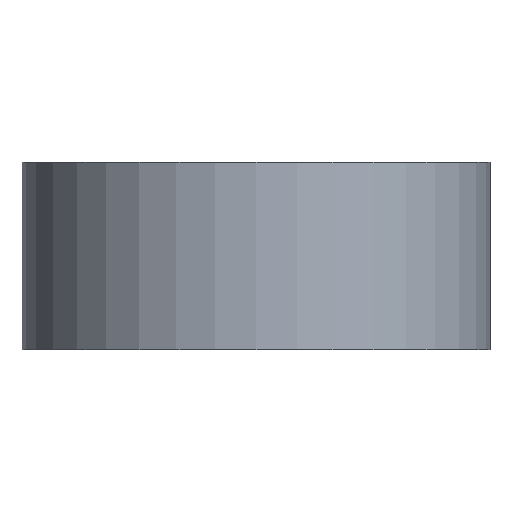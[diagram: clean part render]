
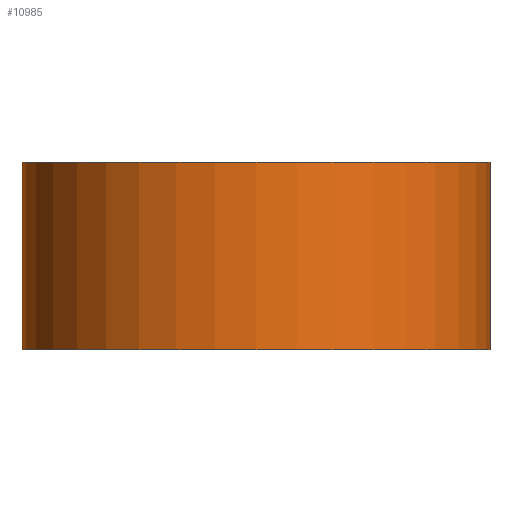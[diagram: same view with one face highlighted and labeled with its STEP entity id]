
A CAD part, front view. The second image highlights one B-rep face of the part: STEP entity #10985.
In plain terms, the highlighted cylindrical face has radius 37.5 mm (diameter 75 mm), a full revolution.
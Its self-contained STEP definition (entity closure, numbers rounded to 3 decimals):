
#15=CYLINDRICAL_SURFACE('',#11295,37.5);
#16=CIRCLE('',#11283,37.5);
#17=CIRCLE('',#11296,37.5);
#954=FACE_OUTER_BOUND('',#1591,.T.);
#1591=EDGE_LOOP('',(#10103,#10104,#10105,#10106));
#2598=LINE('',#20999,#3603);
#3603=VECTOR('',#12875,37.5);
#5280=VERTEX_POINT('',#20984);
#5281=VERTEX_POINT('',#20998);
#6890=EDGE_CURVE('',#5280,#5280,#16,.T.);
#6891=EDGE_CURVE('',#5280,#5281,#2598,.T.);
#6892=EDGE_CURVE('',#5281,#5281,#17,.T.);
#10103=ORIENTED_EDGE('',*,*,#6890,.F.);
#10104=ORIENTED_EDGE('',*,*,#6891,.T.);
#10105=ORIENTED_EDGE('',*,*,#6892,.T.);
#10106=ORIENTED_EDGE('',*,*,#6891,.F.);
#10985=ADVANCED_FACE('',(#954),#15,.T.);
#11283=AXIS2_PLACEMENT_3D('',#20985,#12849,#12850);
#11295=AXIS2_PLACEMENT_3D('',#20997,#12873,#12874);
#11296=AXIS2_PLACEMENT_3D('',#21000,#12876,#12877);
#12849=DIRECTION('center_axis',(0.,0.,1.));
#12850=DIRECTION('ref_axis',(1.,0.,0.));
#12873=DIRECTION('center_axis',(0.,0.,1.));
#12874=DIRECTION('ref_axis',(1.,0.,0.));
#12875=DIRECTION('',(0.,0.,-1.));
#12876=DIRECTION('center_axis',(0.,0.,1.));
#12877=DIRECTION('ref_axis',(1.,0.,0.));
#20984=CARTESIAN_POINT('',(-37.5,0.,30.));
#20985=CARTESIAN_POINT('Origin',(0.,0.,30.));
#20997=CARTESIAN_POINT('Origin',(0.,0.,0.));
#20998=CARTESIAN_POINT('',(-37.5,0.,0.));
#20999=CARTESIAN_POINT('',(-37.5,0.,0.));
#21000=CARTESIAN_POINT('Origin',(0.,0.,0.));
